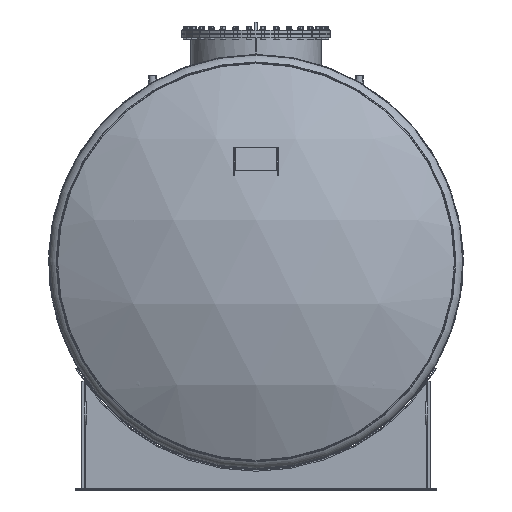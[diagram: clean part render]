
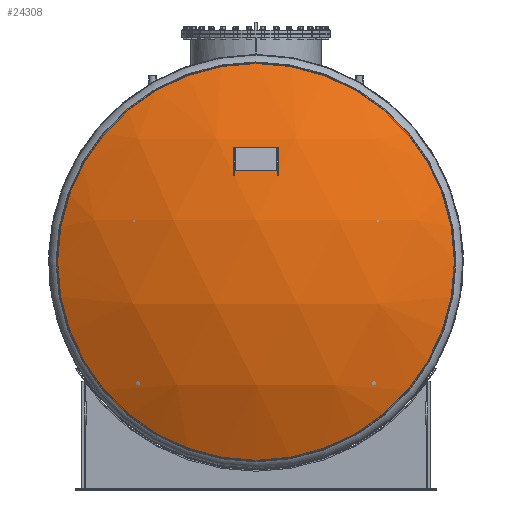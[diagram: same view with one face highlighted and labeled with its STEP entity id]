
A CAD part, left-side view. The second image highlights one B-rep face of the part: STEP entity #24308.
In plain terms, the highlighted spherical face has radius 2009 mm.
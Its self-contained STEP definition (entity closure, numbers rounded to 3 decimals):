
#1144=SPHERICAL_SURFACE('',#26318,2009.);
#1636=CIRCLE('',#26316,966.754);
#3580=FACE_OUTER_BOUND('',#5230,.T.);
#5230=EDGE_LOOP('',(#16269));
#10246=VERTEX_POINT('',#37132);
#12518=EDGE_CURVE('',#10246,#10246,#1636,.T.);
#16269=ORIENTED_EDGE('',*,*,#12518,.T.);
#24308=ADVANCED_FACE('',(#3580),#1144,.T.);
#26316=AXIS2_PLACEMENT_3D('',#37133,#29413,#29414);
#26318=AXIS2_PLACEMENT_3D('',#37135,#29417,#29418);
#29413=DIRECTION('center_axis',(-1.,0.,0.));
#29414=DIRECTION('ref_axis',(0.,-1.,0.));
#29417=DIRECTION('center_axis',(0.,0.,1.));
#29418=DIRECTION('ref_axis',(0.,-1.,0.));
#37132=CARTESIAN_POINT('',(-3192.745,0.,966.754));
#37133=CARTESIAN_POINT('Origin',(-3192.745,0.,
0.));
#37135=CARTESIAN_POINT('Origin',(-1431.647,0.,
0.));
